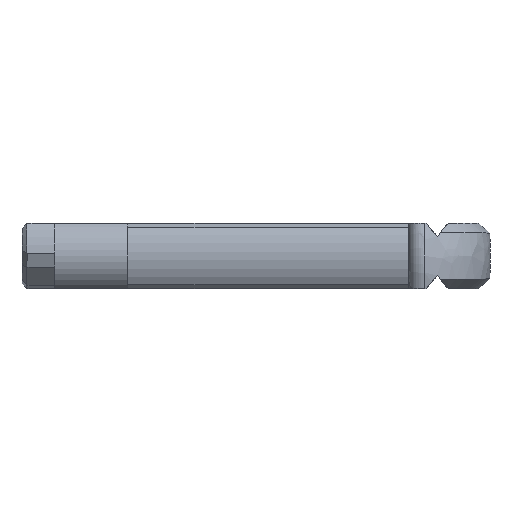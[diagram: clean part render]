
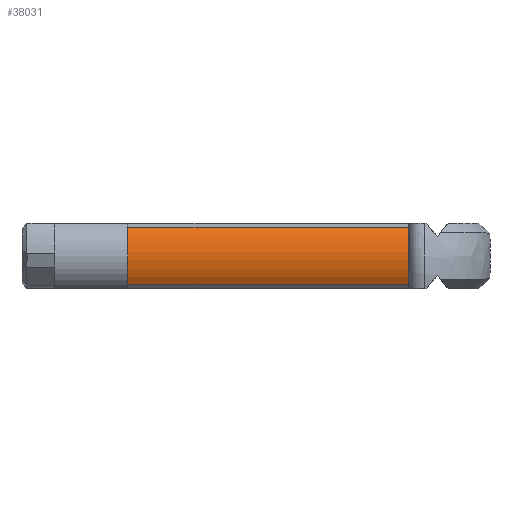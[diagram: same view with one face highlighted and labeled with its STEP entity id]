
A CAD part, front view. The second image highlights one B-rep face of the part: STEP entity #38031.
In plain terms, the highlighted cylindrical face has radius 3.3 mm (diameter 6.6 mm), a partial arc.
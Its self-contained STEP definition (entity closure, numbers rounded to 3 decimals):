
#16532 = PLANE('',#16533);
#16533 = AXIS2_PLACEMENT_3D('',#16534,#16535,#16536);
#16534 = CARTESIAN_POINT('',(-17.25,3.3,0.)
  );
#16535 = DIRECTION('',(-1.,0.,0.));
#16536 = DIRECTION('',(0.,0.,1.));
#16560 = PLANE('',#16561);
#16561 = AXIS2_PLACEMENT_3D('',#16562,#16563,#16564);
#16562 = CARTESIAN_POINT('',(-8.625,-2.561,
    1.878));
#16563 = DIRECTION('',(0.,-0.464,0.886
    ));
#16564 = DIRECTION('',(1.,0.,0.));
#16588 = PLANE('',#16589);
#16589 = AXIS2_PLACEMENT_3D('',#16590,#16591,#16592);
#16590 = CARTESIAN_POINT('',(0.,5.329,
    0.));
#16591 = DIRECTION('',(-1.,0.,0.));
#16592 = DIRECTION('',(0.,0.,1.));
#36005 = PLANE('',#36006);
#36006 = AXIS2_PLACEMENT_3D('',#36007,#36008,#36009);
#36007 = CARTESIAN_POINT('',(-8.625,-2.561,
    -1.878));
#36008 = DIRECTION('',(0.,-0.464,
    -0.886));
#36009 = DIRECTION('',(-1.,0.,0.));
#36349 = VERTEX_POINT('',#36350);
#36350 = CARTESIAN_POINT('',(-17.25,-2.795,-1.755));
#36373 = VERTEX_POINT('',#36374);
#36374 = CARTESIAN_POINT('',(0.,-2.795,
    -1.755));
#36395 = EDGE_CURVE('',#36373,#36349,#36396,.T.);
#36396 = SURFACE_CURVE('',#36397,(#36401,#36408),.PCURVE_S1.);
#36397 = LINE('',#36398,#36399);
#36398 = CARTESIAN_POINT('',(-8.625,-2.795,
    -1.755));
#36399 = VECTOR('',#36400,1.);
#36400 = DIRECTION('',(-1.,0.,0.));
#36401 = PCURVE('',#36005,#36402);
#36402 = DEFINITIONAL_REPRESENTATION('',(#36403),#36407);
#36403 = LINE('',#36404,#36405);
#36404 = CARTESIAN_POINT('',(0.,-0.264));
#36405 = VECTOR('',#36406,1.);
#36406 = DIRECTION('',(1.,0.));
#36407 = ( GEOMETRIC_REPRESENTATION_CONTEXT(2) 
PARAMETRIC_REPRESENTATION_CONTEXT() REPRESENTATION_CONTEXT('2D SPACE',''
  ) );
#36408 = PCURVE('',#36409,#36414);
#36409 = CYLINDRICAL_SURFACE('',#36410,3.3);
#36410 = AXIS2_PLACEMENT_3D('',#36411,#36412,#36413);
#36411 = CARTESIAN_POINT('',(-8.625,0.,
    0.));
#36412 = DIRECTION('',(1.,0.,0.));
#36413 = DIRECTION('',(0.,-1.,0.));
#36414 = DEFINITIONAL_REPRESENTATION('',(#36415),#36419);
#36415 = LINE('',#36416,#36417);
#36416 = CARTESIAN_POINT('',(6.844,0.));
#36417 = VECTOR('',#36418,1.);
#36418 = DIRECTION('',(0.,-1.));
#36419 = ( GEOMETRIC_REPRESENTATION_CONTEXT(2) 
PARAMETRIC_REPRESENTATION_CONTEXT() REPRESENTATION_CONTEXT('2D SPACE',''
  ) );
#36425 = EDGE_CURVE('',#36426,#36349,#36428,.T.);
#36426 = VERTEX_POINT('',#36427);
#36427 = CARTESIAN_POINT('',(-17.25,-2.795,1.755));
#36428 = SURFACE_CURVE('',#36429,(#36434,#36445),.PCURVE_S1.);
#36429 = CIRCLE('',#36430,3.3);
#36430 = AXIS2_PLACEMENT_3D('',#36431,#36432,#36433);
#36431 = CARTESIAN_POINT('',(-17.25,0.,
    0.));
#36432 = DIRECTION('',(1.,0.,0.));
#36433 = DIRECTION('',(0.,0.,1.));
#36434 = PCURVE('',#16532,#36435);
#36435 = DEFINITIONAL_REPRESENTATION('',(#36436),#36444);
#36436 = ( BOUNDED_CURVE() B_SPLINE_CURVE(2,(#36437,#36438,#36439,#36440
    ,#36441,#36442,#36443),.UNSPECIFIED.,.T.,.F.) 
B_SPLINE_CURVE_WITH_KNOTS((1,2,2,2,2,1),(-2.094,0.,
    2.094,4.189,6.283,8.378),
.UNSPECIFIED.) CURVE() GEOMETRIC_REPRESENTATION_ITEM() 
RATIONAL_B_SPLINE_CURVE((1.,0.5,1.,0.5,1.,0.5,1.)) REPRESENTATION_ITEM(
  '') );
#36437 = CARTESIAN_POINT('',(3.3,-3.3));
#36438 = CARTESIAN_POINT('',(3.3,-9.016));
#36439 = CARTESIAN_POINT('',(-1.65,-6.158));
#36440 = CARTESIAN_POINT('',(-6.6,-3.3));
#36441 = CARTESIAN_POINT('',(-1.65,-0.442));
#36442 = CARTESIAN_POINT('',(3.3,2.416));
#36443 = CARTESIAN_POINT('',(3.3,-3.3));
#36444 = ( GEOMETRIC_REPRESENTATION_CONTEXT(2) 
PARAMETRIC_REPRESENTATION_CONTEXT() REPRESENTATION_CONTEXT('2D SPACE',''
  ) );
#36445 = PCURVE('',#36409,#36446);
#36446 = DEFINITIONAL_REPRESENTATION('',(#36447),#36451);
#36447 = LINE('',#36448,#36449);
#36448 = CARTESIAN_POINT('',(4.712,-8.625));
#36449 = VECTOR('',#36450,1.);
#36450 = DIRECTION('',(1.,0.));
#36451 = ( GEOMETRIC_REPRESENTATION_CONTEXT(2) 
PARAMETRIC_REPRESENTATION_CONTEXT() REPRESENTATION_CONTEXT('2D SPACE',''
  ) );
#36828 = EDGE_CURVE('',#36426,#36829,#36831,.T.);
#36829 = VERTEX_POINT('',#36830);
#36830 = CARTESIAN_POINT('',(0.,-2.795,
    1.755));
#36831 = SURFACE_CURVE('',#36832,(#36836,#36843),.PCURVE_S1.);
#36832 = LINE('',#36833,#36834);
#36833 = CARTESIAN_POINT('',(-8.625,-2.795,
    1.755));
#36834 = VECTOR('',#36835,1.);
#36835 = DIRECTION('',(1.,0.,0.));
#36836 = PCURVE('',#16560,#36837);
#36837 = DEFINITIONAL_REPRESENTATION('',(#36838),#36842);
#36838 = LINE('',#36839,#36840);
#36839 = CARTESIAN_POINT('',(0.,-0.264));
#36840 = VECTOR('',#36841,1.);
#36841 = DIRECTION('',(1.,0.));
#36842 = ( GEOMETRIC_REPRESENTATION_CONTEXT(2) 
PARAMETRIC_REPRESENTATION_CONTEXT() REPRESENTATION_CONTEXT('2D SPACE',''
  ) );
#36843 = PCURVE('',#36409,#36844);
#36844 = DEFINITIONAL_REPRESENTATION('',(#36845),#36849);
#36845 = LINE('',#36846,#36847);
#36846 = CARTESIAN_POINT('',(5.722,0.));
#36847 = VECTOR('',#36848,1.);
#36848 = DIRECTION('',(0.,1.));
#36849 = ( GEOMETRIC_REPRESENTATION_CONTEXT(2) 
PARAMETRIC_REPRESENTATION_CONTEXT() REPRESENTATION_CONTEXT('2D SPACE',''
  ) );
#37906 = EDGE_CURVE('',#36829,#36373,#37907,.T.);
#37907 = SURFACE_CURVE('',#37908,(#37913,#37924),.PCURVE_S1.);
#37908 = CIRCLE('',#37909,3.3);
#37909 = AXIS2_PLACEMENT_3D('',#37910,#37911,#37912);
#37910 = CARTESIAN_POINT('',(0.,0.,
    0.));
#37911 = DIRECTION('',(1.,0.,0.));
#37912 = DIRECTION('',(0.,0.,1.));
#37913 = PCURVE('',#16588,#37914);
#37914 = DEFINITIONAL_REPRESENTATION('',(#37915),#37923);
#37915 = ( BOUNDED_CURVE() B_SPLINE_CURVE(2,(#37916,#37917,#37918,#37919
    ,#37920,#37921,#37922),.UNSPECIFIED.,.T.,.F.) 
B_SPLINE_CURVE_WITH_KNOTS((1,2,2,2,2,1),(-2.094,0.,
    2.094,4.189,6.283,8.378),
.UNSPECIFIED.) CURVE() GEOMETRIC_REPRESENTATION_ITEM() 
RATIONAL_B_SPLINE_CURVE((1.,0.5,1.,0.5,1.,0.5,1.)) REPRESENTATION_ITEM(
  '') );
#37916 = CARTESIAN_POINT('',(3.3,-5.329));
#37917 = CARTESIAN_POINT('',(3.3,-11.045));
#37918 = CARTESIAN_POINT('',(-1.65,-8.187));
#37919 = CARTESIAN_POINT('',(-6.6,-5.329));
#37920 = CARTESIAN_POINT('',(-1.65,-2.471));
#37921 = CARTESIAN_POINT('',(3.3,0.387));
#37922 = CARTESIAN_POINT('',(3.3,-5.329));
#37923 = ( GEOMETRIC_REPRESENTATION_CONTEXT(2) 
PARAMETRIC_REPRESENTATION_CONTEXT() REPRESENTATION_CONTEXT('2D SPACE',''
  ) );
#37924 = PCURVE('',#36409,#37925);
#37925 = DEFINITIONAL_REPRESENTATION('',(#37926),#37930);
#37926 = LINE('',#37927,#37928);
#37927 = CARTESIAN_POINT('',(4.712,8.625));
#37928 = VECTOR('',#37929,1.);
#37929 = DIRECTION('',(1.,0.));
#37930 = ( GEOMETRIC_REPRESENTATION_CONTEXT(2) 
PARAMETRIC_REPRESENTATION_CONTEXT() REPRESENTATION_CONTEXT('2D SPACE',''
  ) );
#38031 = ADVANCED_FACE('',(#38032),#36409,.T.);
#38032 = FACE_BOUND('',#38033,.T.);
#38033 = EDGE_LOOP('',(#38034,#38035,#38036,#38037));
#38034 = ORIENTED_EDGE('',*,*,#36395,.F.);
#38035 = ORIENTED_EDGE('',*,*,#37906,.F.);
#38036 = ORIENTED_EDGE('',*,*,#36828,.F.);
#38037 = ORIENTED_EDGE('',*,*,#36425,.T.);
